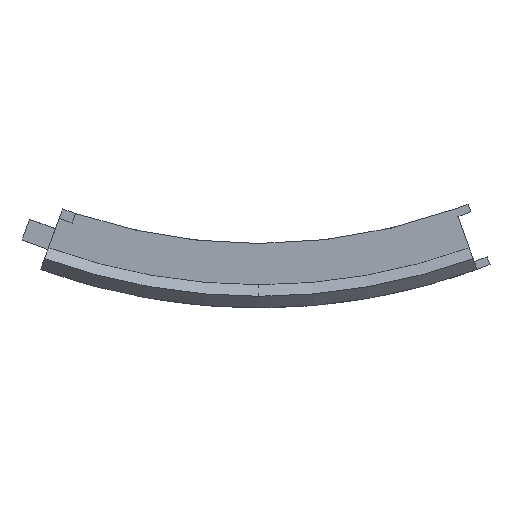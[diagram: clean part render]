
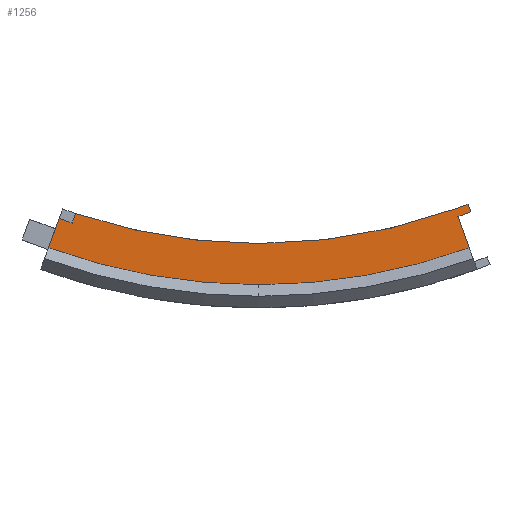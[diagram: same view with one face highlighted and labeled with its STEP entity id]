
A CAD part, front view. The second image highlights one B-rep face of the part: STEP entity #1256.
In plain terms, the highlighted planar face has unit normal (0, -1, 0).
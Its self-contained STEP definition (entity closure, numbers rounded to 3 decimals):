
#11 = CARTESIAN_POINT ( 'NONE',  ( -45.831, -5., -125.919 ) ) ;
#25 = VERTEX_POINT ( 'NONE', #3356 ) ;
#91 = DIRECTION ( 'NONE',  ( 0., 0., -1. ) ) ;
#171 = CARTESIAN_POINT ( 'NONE',  ( -39.474, -5., -117.224 ) ) ;
#204 = VERTEX_POINT ( 'NONE', #2704 ) ;
#209 = VECTOR ( 'NONE', #325, 1000. ) ;
#230 = VECTOR ( 'NONE', #637, 1000. ) ;
#325 = DIRECTION ( 'NONE',  ( 0.342, 0., -0.94 ) ) ;
#349 = EDGE_CURVE ( 'NONE', #3092, #1343, #3583, .T. ) ;
#397 = ORIENTED_EDGE ( 'NONE', *, *, #349, .T. ) ;
#448 = AXIS2_PLACEMENT_3D ( 'NONE', #2918, #1569, #3868 ) ;
#589 = DIRECTION ( 'NONE',  ( -0.94, 0., -0.342 ) ) ;
#637 = DIRECTION ( 'NONE',  ( 0.342, 0., -0.94 ) ) ;
#646 = ORIENTED_EDGE ( 'NONE', *, *, #3765, .T. ) ;
#679 = VERTEX_POINT ( 'NONE', #3728 ) ;
#682 = DIRECTION ( 'NONE',  ( -0.342, 0., -0.94 ) ) ;
#727 = EDGE_CURVE ( 'NONE', #3617, #1953, #2499, .T. ) ;
#751 = EDGE_CURVE ( 'NONE', #204, #25, #4088, .T. ) ;
#918 = CARTESIAN_POINT ( 'NONE',  ( 45.572, -5., -116.436 ) ) ;
#953 = ORIENTED_EDGE ( 'NONE', *, *, #2257, .T. ) ;
#1031 = LINE ( 'NONE', #2004, #230 ) ;
#1058 = LINE ( 'NONE', #1339, #3218 ) ;
#1092 = CARTESIAN_POINT ( 'NONE',  ( 42.753, -5., -117.462 ) ) ;
#1120 = ORIENTED_EDGE ( 'NONE', *, *, #4175, .T. ) ;
#1123 = CARTESIAN_POINT ( 'NONE',  ( -43.505, -5., -119.529 ) ) ;
#1132 = EDGE_LOOP ( 'NONE', ( #953, #3220, #397, #646, #3349, #3286, #3709, #1120, #1914, #3182, #3558 ) ) ;
#1184 = AXIS2_PLACEMENT_3D ( 'NONE', #1749, #4036, #91 ) ;
#1189 = CARTESIAN_POINT ( 'NONE',  ( -40.686, -5., -120.555 ) ) ;
#1256 = ADVANCED_FACE ( 'NONE', ( #3209 ), #2879, .T. ) ;
#1260 = DIRECTION ( 'NONE',  ( 0., -1., 0. ) ) ;
#1339 = CARTESIAN_POINT ( 'NONE',  ( -42.753, -5., -117.462 ) ) ;
#1343 = VERTEX_POINT ( 'NONE', #2311 ) ;
#1410 = VECTOR ( 'NONE', #589, 1000. ) ;
#1426 = EDGE_CURVE ( 'NONE', #1531, #3092, #1058, .T. ) ;
#1488 = EDGE_CURVE ( 'NONE', #679, #1602, #1031, .T. ) ;
#1531 = VERTEX_POINT ( 'NONE', #1123 ) ;
#1569 = DIRECTION ( 'NONE',  ( 0., -1., 0. ) ) ;
#1586 = CARTESIAN_POINT ( 'NONE',  ( 0., -5., 0. ) ) ;
#1602 = VERTEX_POINT ( 'NONE', #2793 ) ;
#1749 = CARTESIAN_POINT ( 'NONE',  ( 0., -5., 0. ) ) ;
#1767 = VECTOR ( 'NONE', #1878, 1000. ) ;
#1869 = VERTEX_POINT ( 'NONE', #3190 ) ;
#1878 = DIRECTION ( 'NONE',  ( -0.94, 0., 0.342 ) ) ;
#1883 = CIRCLE ( 'NONE', #2444, 125. ) ;
#1911 = LINE ( 'NONE', #4011, #3827 ) ;
#1914 = ORIENTED_EDGE ( 'NONE', *, *, #727, .F. ) ;
#1913 = EDGE_CURVE ( 'NONE', #1869, #4016, #3576, .T. ) ;
#1953 = VERTEX_POINT ( 'NONE', #2904 ) ;
#2004 = CARTESIAN_POINT ( 'NONE',  ( 45.572, -5., -116.436 ) ) ;
#2204 = LINE ( 'NONE', #1189, #1767 ) ;
#2257 = EDGE_CURVE ( 'NONE', #1869, #1531, #2204, .T. ) ;
#2311 = CARTESIAN_POINT ( 'NONE',  ( 0., -5., -134. ) ) ;
#2325 = DIRECTION ( 'NONE',  ( -0.94, 0., -0.342 ) ) ;
#2327 = DIRECTION ( 'NONE',  ( 0., -1., 0. ) ) ;
#2444 = AXIS2_PLACEMENT_3D ( 'NONE', #3263, #2327, #3992 ) ;
#2499 = CIRCLE ( 'NONE', #1184, 125. ) ;
#2518 = DIRECTION ( 'NONE',  ( 0.342, 0., 0.94 ) ) ;
#2565 = LINE ( 'NONE', #918, #1410 ) ;
#2605 = CARTESIAN_POINT ( 'NONE',  ( 0., -5., 0. ) ) ;
#2623 = DIRECTION ( 'NONE',  ( 0., 0., -1. ) ) ;
#2646 = CIRCLE ( 'NONE', #3977, 134. ) ;
#2704 = CARTESIAN_POINT ( 'NONE',  ( 43.368, -5., -119.153 ) ) ;
#2791 = EDGE_CURVE ( 'NONE', #1602, #204, #1911, .T. ) ;
#2793 = CARTESIAN_POINT ( 'NONE',  ( 46.187, -5., -118.127 ) ) ;
#2819 = AXIS2_PLACEMENT_3D ( 'NONE', #1586, #1260, #2623 ) ;
#2879 = PLANE ( 'NONE',  #448 ) ;
#2904 = CARTESIAN_POINT ( 'NONE',  ( 42.753, -5., -117.462 ) ) ;
#2918 = CARTESIAN_POINT ( 'NONE',  ( -42.753, -5., -117.462 ) ) ;
#3010 = DIRECTION ( 'NONE',  ( 0., -1., 0. ) ) ;
#3092 = VERTEX_POINT ( 'NONE', #11 ) ;
#3182 = ORIENTED_EDGE ( 'NONE', *, *, #4110, .F. ) ;
#3190 = CARTESIAN_POINT ( 'NONE',  ( -40.686, -5., -120.555 ) ) ;
#3203 = CARTESIAN_POINT ( 'NONE',  ( 0., -5., -125. ) ) ;
#3209 = FACE_OUTER_BOUND ( 'NONE', #1132, .T. ) ;
#3218 = VECTOR ( 'NONE', #682, 1000. ) ;
#3220 = ORIENTED_EDGE ( 'NONE', *, *, #1426, .T. ) ;
#3263 = CARTESIAN_POINT ( 'NONE',  ( 0., -5., 0. ) ) ;
#3286 = ORIENTED_EDGE ( 'NONE', *, *, #2791, .F. ) ;
#3349 = ORIENTED_EDGE ( 'NONE', *, *, #751, .F. ) ;
#3356 = CARTESIAN_POINT ( 'NONE',  ( 45.831, -5., -125.919 ) ) ;
#3558 = ORIENTED_EDGE ( 'NONE', *, *, #1913, .F. ) ;
#3576 = LINE ( 'NONE', #171, #4244 ) ;
#3583 = CIRCLE ( 'NONE', #2819, 134. ) ;
#3617 = VERTEX_POINT ( 'NONE', #3203 ) ;
#3660 = DIRECTION ( 'NONE',  ( 0., 0., -1. ) ) ;
#3709 = ORIENTED_EDGE ( 'NONE', *, *, #1488, .F. ) ;
#3728 = CARTESIAN_POINT ( 'NONE',  ( 45.572, -5., -116.436 ) ) ;
#3765 = EDGE_CURVE ( 'NONE', #1343, #25, #2646, .T. ) ;
#3827 = VECTOR ( 'NONE', #2325, 1000. ) ;
#3868 = DIRECTION ( 'NONE',  ( 0., 0., -1. ) ) ;
#3977 = AXIS2_PLACEMENT_3D ( 'NONE', #2605, #3010, #3660 ) ;
#3992 = DIRECTION ( 'NONE',  ( 0., 0., -1. ) ) ;
#4011 = CARTESIAN_POINT ( 'NONE',  ( 46.187, -5., -118.127 ) ) ;
#4016 = VERTEX_POINT ( 'NONE', #4221 ) ;
#4036 = DIRECTION ( 'NONE',  ( 0., -1., 0. ) ) ;
#4088 = LINE ( 'NONE', #1092, #209 ) ;
#4110 = EDGE_CURVE ( 'NONE', #4016, #3617, #1883, .T. ) ;
#4175 = EDGE_CURVE ( 'NONE', #679, #1953, #2565, .T. ) ;
#4221 = CARTESIAN_POINT ( 'NONE',  ( -39.921, -5., -118.454 ) ) ;
#4244 = VECTOR ( 'NONE', #2518, 1000. ) ;
